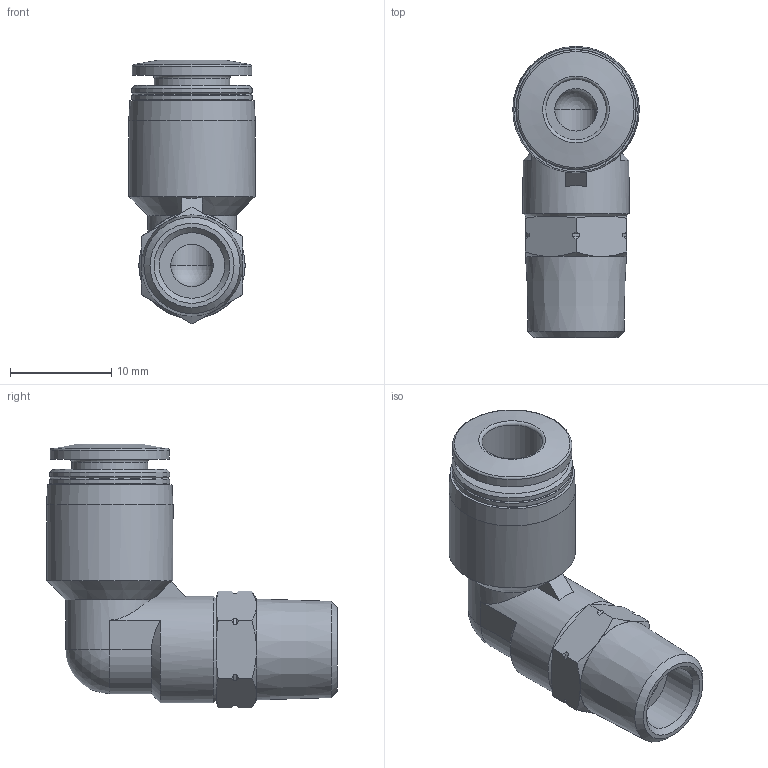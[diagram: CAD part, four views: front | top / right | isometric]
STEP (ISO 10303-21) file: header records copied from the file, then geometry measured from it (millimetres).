
FILE_DESCRIPTION(/* description */ ('STEP AP214'),/* implementation_level */ '2;1');
FILE_NAME(/* name */ '130729_QSL-1_8-6-100',/* time_stamp */ '2024-09-11T14:57:15+02:00',/* author */ ('License CC BY-ND 4.0'),/* organization */ ('CADENAS'),/* preprocessor_version */ 'ST-DEVELOPER v19.3',/* originating_system */ 'PARTsolutions',/* authorisation */ ' ');
FILE_SCHEMA (('AUTOMOTIVE_DESIGN {1 0 10303 214 3 1 1}'));
Length unit declared in the file: millimetre
Products named in the file (1): 130729 QSL-1/8-6-100
Bounding box: 12.5 x 28.75 x 26.07 mm (x, y, z)
Volume: 2780 mm3; surface area: 2374 mm2
Topology: 1 solids, 1 shells, 77 faces, 183 edges, 111 vertices
Faces by surface type: cone 36, cylinder 18, plane 18, torus 3, sphere 2
Full cylindrical faces by diameter (mm): 4.2 x2, 6 x1, 6.485 x1, 7.5 x1, 10.5 x1, 11.8 x1, 11.9 x2, 12.5 x1
Entity records: 2649 total; most frequent: CARTESIAN_POINT 512, DIRECTION 312, ORIENTED_EDGE 304, EDGE_CURVE 152, AXIS2_PLACEMENT_3D 139, EDGE_LOOP 108, FACE_BOUND 108, VERTEX_POINT 106
